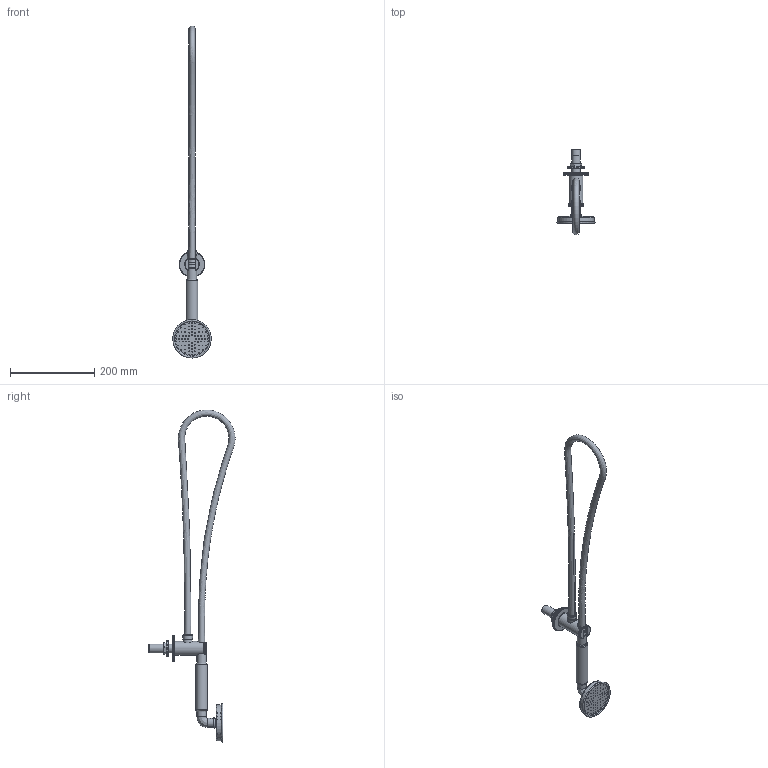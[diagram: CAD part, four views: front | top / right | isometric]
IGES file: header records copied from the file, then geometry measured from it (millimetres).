
Global section: file name: AGM76.A010 - PRI963 - Wall Outlet & Handset; native system: Autodesk Inventor 2016; preprocessor: unknown; author: A.G.Monteiro; date: 20190508.120600; units: millimetre
Bounding box: 91 x 204.47 x 788.39 mm (x, y, z)
Volume: 148801 mm3; surface area: 172586.3 mm2
Topology: 21 solids, 28 shells, 5665 faces, 12596 edges, 7007 vertices
Faces by surface type: bspline 4170, cylinder 1088, revolution 200, plane 176, cone 31
Full cylindrical faces by diameter (mm): 7 x1, 11 x1, 13.7 x1, 13.99 x1, 13.999 x1, 14 x1, 14.5 x1, 14.75 x1, 15 x1, 16.5 x1, 16.662 x1, 18 x3, 18.5 x1, 19 x1, 19.05 x2, 19.781 x1, 20 x2, 20.9 x3, 20.955 x1, 21.8 x1, 22 x4, 23 x1, 28 x1, 32 x1, 33 x1, 38 x2, 49 x1, 85.5 x1
